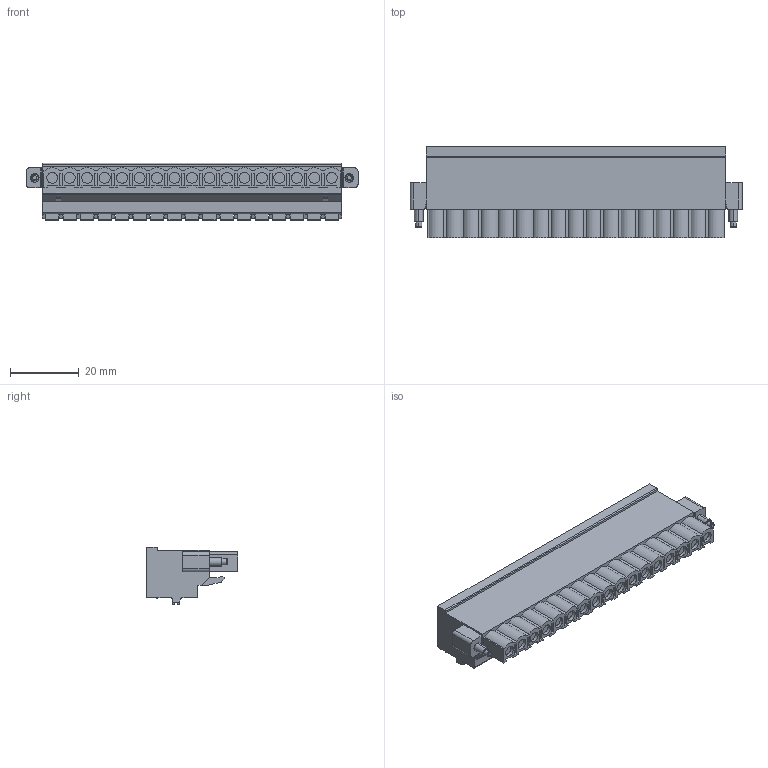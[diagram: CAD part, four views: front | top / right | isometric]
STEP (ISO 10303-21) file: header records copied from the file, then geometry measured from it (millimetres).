
FILE_DESCRIPTION((''),'2;1');
FILE_NAME('3333','2024-09-27T13:37:04',('tluser'),(''),'CREO PARAMETRIC BY PTC INC, 2018100','CREO PARAMETRIC BY PTC INC, 2018100','');
FILE_SCHEMA(('CONFIG_CONTROL_DESIGN'));
Length unit declared in the file: millimetre
Products named in the file (1): 3333
Bounding box: 96.52 x 26.6 x 16.71 mm (x, y, z)
Volume: 24364 mm3; surface area: 10218.5 mm2
Topology: 1 solids, 1 shells, 1010 faces, 2595 edges, 1726 vertices
Faces by surface type: plane 676, cylinder 326, cone 4, torus 4
Entity records: 30689 total; most frequent: CARTESIAN_POINT 5331, DIRECTION 5283, ORIENTED_EDGE 5190, EDGE_CURVE 2595, VECTOR 1927, LINE 1927, VERTEX_POINT 1726, AXIS2_PLACEMENT_3D 1678
